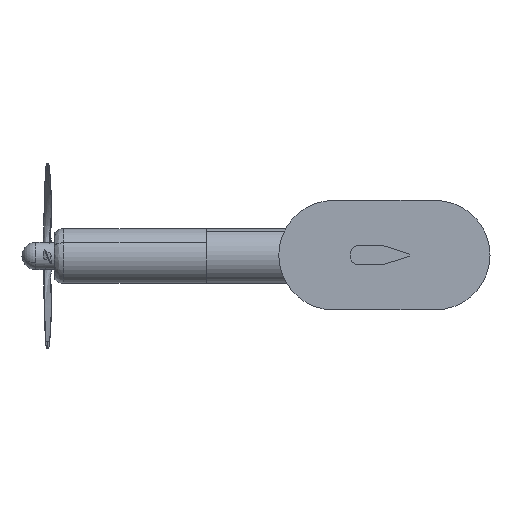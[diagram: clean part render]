
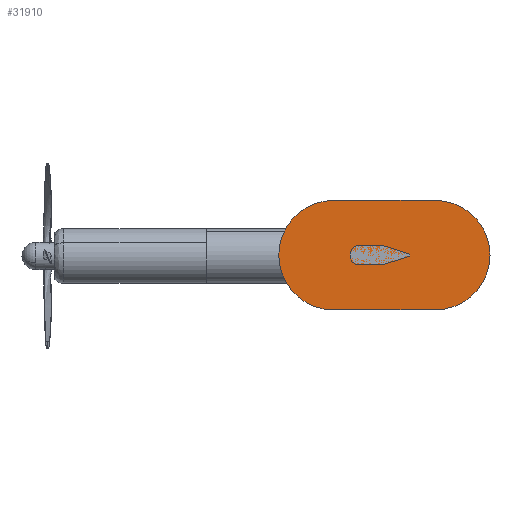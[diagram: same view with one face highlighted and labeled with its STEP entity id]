
A CAD part, top view. The second image highlights one B-rep face of the part: STEP entity #31910.
In plain terms, the highlighted planar face has unit normal (0, 0, 1).
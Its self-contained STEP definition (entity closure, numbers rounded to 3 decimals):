
#31855=CARTESIAN_POINT('Axis2P3D Location',(-60.,0.,0.)) ;
#31860=CARTESIAN_POINT('Axis2P3D Location',(-40.,0.,0.)) ;
#31864=CARTESIAN_POINT('Vertex',(-40.,70.,0.)) ;
#31866=CARTESIAN_POINT('Vertex',(-110.,0.,0.)) ;
#31869=CARTESIAN_POINT('Axis2P3D Location',(-40.,0.,0.)) ;
#31873=CARTESIAN_POINT('Vertex',(-40.,-70.,0.)) ;
#31876=CARTESIAN_POINT('Line Origine',(25.,-70.,0.)) ;
#31880=CARTESIAN_POINT('Vertex',(90.,-70.,0.)) ;
#31883=CARTESIAN_POINT('Axis2P3D Location',(90.,0.,0.)) ;
#31887=CARTESIAN_POINT('Vertex',(160.,0.,0.)) ;
#31890=CARTESIAN_POINT('Axis2P3D Location',(90.,0.,0.)) ;
#31894=CARTESIAN_POINT('Vertex',(90.,70.,0.)) ;
#31897=CARTESIAN_POINT('Line Origine',(25.,70.,0.)) ;
#31856=DIRECTION('Axis2P3D Direction',(-0.,0.,1.)) ;
#31857=DIRECTION('Axis2P3D XDirection',(1.,0.,0.)) ;
#31861=DIRECTION('Axis2P3D Direction',(-0.,0.,1.)) ;
#31870=DIRECTION('Axis2P3D Direction',(-0.,0.,1.)) ;
#31877=DIRECTION('Vector Direction',(1.,0.,0.)) ;
#31884=DIRECTION('Axis2P3D Direction',(-0.,0.,1.)) ;
#31891=DIRECTION('Axis2P3D Direction',(-0.,0.,1.)) ;
#31898=DIRECTION('Vector Direction',(1.,0.,0.)) ;
#31858=AXIS2_PLACEMENT_3D('Plane Axis2P3D',#31855,#31856,#31857) ;
#31862=AXIS2_PLACEMENT_3D('Circle Axis2P3D',#31860,#31861,$) ;
#31871=AXIS2_PLACEMENT_3D('Circle Axis2P3D',#31869,#31870,$) ;
#31885=AXIS2_PLACEMENT_3D('Circle Axis2P3D',#31883,#31884,$) ;
#31892=AXIS2_PLACEMENT_3D('Circle Axis2P3D',#31890,#31891,$) ;
#31903=ORIENTED_EDGE('',*,*,#31868,.T.) ;
#31904=ORIENTED_EDGE('',*,*,#31875,.T.) ;
#31905=ORIENTED_EDGE('',*,*,#31882,.T.) ;
#31906=ORIENTED_EDGE('',*,*,#31889,.T.) ;
#31907=ORIENTED_EDGE('',*,*,#31896,.T.) ;
#31908=ORIENTED_EDGE('',*,*,#31901,.T.) ;
#31878=VECTOR('Line Direction',#31877,1.) ;
#31899=VECTOR('Line Direction',#31898,1.) ;
#31910=ADVANCED_FACE('New Part',(#31909),#31859,.T.) ;
#31863=CIRCLE('generated circle',#31862,70.) ;
#31872=CIRCLE('generated circle',#31871,70.) ;
#31886=CIRCLE('generated circle',#31885,70.) ;
#31893=CIRCLE('generated circle',#31892,70.) ;
#31868=EDGE_CURVE('',#31865,#31867,#31863,.T.) ;
#31875=EDGE_CURVE('',#31867,#31874,#31872,.T.) ;
#31882=EDGE_CURVE('',#31874,#31881,#31879,.T.) ;
#31889=EDGE_CURVE('',#31881,#31888,#31886,.T.) ;
#31896=EDGE_CURVE('',#31888,#31895,#31893,.T.) ;
#31901=EDGE_CURVE('',#31895,#31865,#31900,.F.) ;
#31902=EDGE_LOOP('',(#31903,#31904,#31905,#31906,#31907,#31908)) ;
#31909=FACE_OUTER_BOUND('',#31902,.T.) ;
#31879=LINE('Line',#31876,#31878) ;
#31900=LINE('Line',#31897,#31899) ;
#31859=PLANE('',#31858) ;
#31865=VERTEX_POINT('',#31864) ;
#31867=VERTEX_POINT('',#31866) ;
#31874=VERTEX_POINT('',#31873) ;
#31881=VERTEX_POINT('',#31880) ;
#31888=VERTEX_POINT('',#31887) ;
#31895=VERTEX_POINT('',#31894) ;
